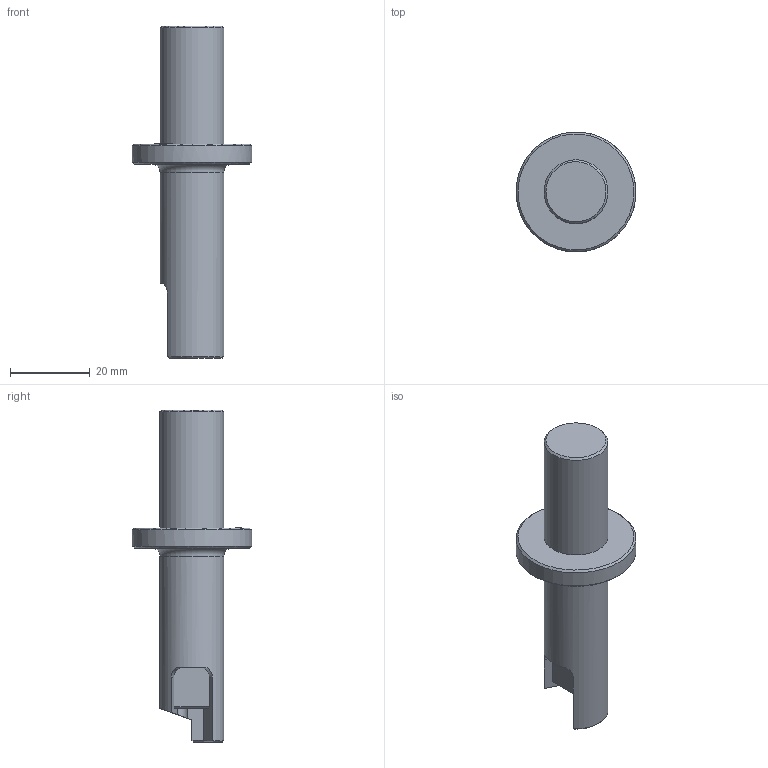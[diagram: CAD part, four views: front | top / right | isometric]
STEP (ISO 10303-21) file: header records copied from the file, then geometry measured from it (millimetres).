
FILE_DESCRIPTION(/* description */ (''),/* implementation_level */ '2;1');
FILE_NAME(/* name */ 'A760S31.stp',/* time_stamp */ '2017-10-27T11:34:30+05:00',/* author */ (''),/* organization */ (''),/* preprocessor_version */ 'ST-DEVELOPER v16',/* originating_system */ 'SIEMENS PLM Software NX 11.0',/* authorisation */ '');
FILE_SCHEMA (('AUTOMOTIVE_DESIGN { 1 0 10303 214 3 1 1 1 }'));
Length unit declared in the file: millimetre
Products named in the file (1): A760S31
Bounding box: 29.97 x 29.99 x 83 mm (x, y, z)
Volume: 17843.1 mm3; surface area: 6011.6 mm2
Topology: 2 solids, 2 shells, 29 faces, 69 edges, 45 vertices
Faces by surface type: plane 17, cylinder 7, cone 4, torus 1
Full cylindrical faces by diameter (mm): 16 x2, 30 x1
Entity records: 874 total; most frequent: CARTESIAN_POINT 199, DIRECTION 135, ORIENTED_EDGE 112, EDGE_CURVE 56, AXIS2_PLACEMENT_3D 51, VERTEX_POINT 39, EDGE_LOOP 37, LINE 33
